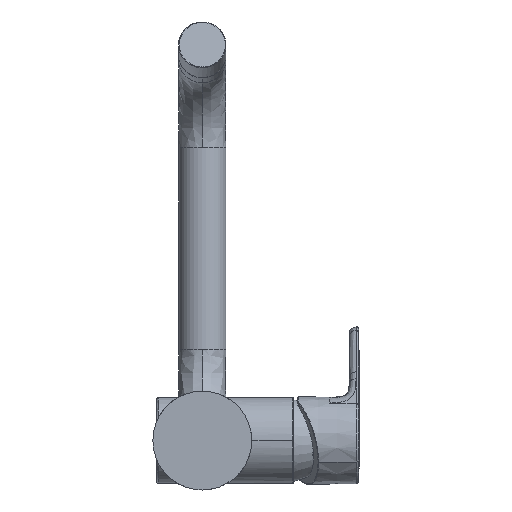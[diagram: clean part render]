
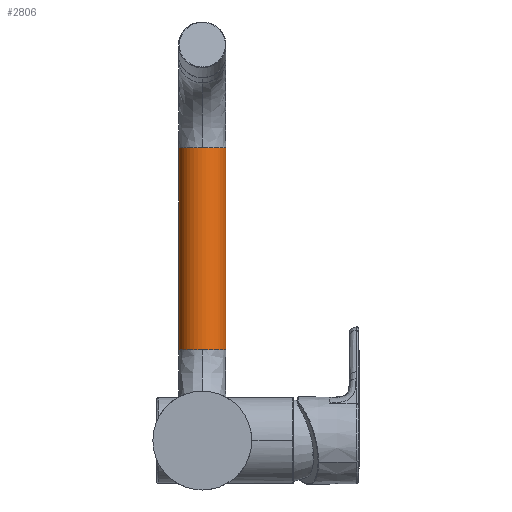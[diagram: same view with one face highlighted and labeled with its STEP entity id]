
A CAD part, front view. The second image highlights one B-rep face of the part: STEP entity #2806.
In plain terms, the highlighted cylindrical face has radius 12 mm (diameter 24 mm), a partial arc.
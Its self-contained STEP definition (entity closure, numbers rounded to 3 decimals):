
#399 = CARTESIAN_POINT ( 'NONE',  ( 0., 298.08, 46.04 ) ) ;
#443 = DIRECTION ( 'NONE',  ( 0., 0., 1. ) ) ;
#446 = VERTEX_POINT ( 'NONE', #13862 ) ;
#552 = VERTEX_POINT ( 'NONE', #4690 ) ;
#724 = DIRECTION ( 'NONE',  ( 1., 0., 0. ) ) ;
#1461 = DIRECTION ( 'NONE',  ( 0., 1., 0. ) ) ;
#2734 = ORIENTED_EDGE ( 'NONE', *, *, #7126, .F. ) ;
#2768 = DIRECTION ( 'NONE',  ( 0., 0., -1. ) ) ;
#2806 = ADVANCED_FACE ( 'NONE', ( #8686 ), #11727, .T. ) ;
#2864 = CARTESIAN_POINT ( 'NONE',  ( -12., 298.08, 46.04 ) ) ;
#2873 = ORIENTED_EDGE ( 'NONE', *, *, #3277, .T. ) ;
#3009 = EDGE_CURVE ( 'NONE', #12385, #4499, #5240, .T. ) ;
#3105 = DIRECTION ( 'NONE',  ( 0., 0., -1. ) ) ;
#3277 = EDGE_CURVE ( 'NONE', #446, #13131, #3283, .T. ) ;
#3283 = CIRCLE ( 'NONE', #9539, 12. ) ;
#3920 = VECTOR ( 'NONE', #10745, 1000. ) ;
#3958 = CARTESIAN_POINT ( 'NONE',  ( 0., 298.08, 46.04 ) ) ;
#4499 = VERTEX_POINT ( 'NONE', #2864 ) ;
#4690 = CARTESIAN_POINT ( 'NONE',  ( 12., 298.08, 148.2 ) ) ;
#5153 = EDGE_CURVE ( 'NONE', #9387, #552, #5754, .T. ) ;
#5240 = CIRCLE ( 'NONE', #13391, 12. ) ;
#5754 = LINE ( 'NONE', #11801, #3920 ) ;
#6255 = DIRECTION ( 'NONE',  ( 0., 1., 0. ) ) ;
#6403 = DIRECTION ( 'NONE',  ( 0., 0., -1. ) ) ;
#6850 = ORIENTED_EDGE ( 'NONE', *, *, #6940, .F. ) ;
#6940 = EDGE_CURVE ( 'NONE', #4499, #13131, #7906, .T. ) ;
#6979 = EDGE_CURVE ( 'NONE', #552, #446, #13829, .T. ) ;
#7126 = EDGE_CURVE ( 'NONE', #9387, #12385, #13647, .T. ) ;
#7329 = AXIS2_PLACEMENT_3D ( 'NONE', #11096, #3105, #724 ) ;
#7407 = ORIENTED_EDGE ( 'NONE', *, *, #5153, .T. ) ;
#7906 = LINE ( 'NONE', #8786, #13285 ) ;
#8375 = AXIS2_PLACEMENT_3D ( 'NONE', #3958, #6403, #6255 ) ;
#8686 = FACE_OUTER_BOUND ( 'NONE', #9961, .T. ) ;
#8786 = CARTESIAN_POINT ( 'NONE',  ( -12., 298.08, 46.04 ) ) ;
#9387 = VERTEX_POINT ( 'NONE', #12627 ) ;
#9539 = AXIS2_PLACEMENT_3D ( 'NONE', #14211, #2768, #9588 ) ;
#9588 = DIRECTION ( 'NONE',  ( 1., 0., 0. ) ) ;
#9961 = EDGE_LOOP ( 'NONE', ( #6850, #13375, #2734, #7407, #10549, #2873 ) ) ;
#10154 = DIRECTION ( 'NONE',  ( 1., 0., 0. ) ) ;
#10549 = ORIENTED_EDGE ( 'NONE', *, *, #6979, .T. ) ;
#10745 = DIRECTION ( 'NONE',  ( 0., 0., 1. ) ) ;
#11081 = AXIS2_PLACEMENT_3D ( 'NONE', #399, #443, #10154 ) ;
#11096 = CARTESIAN_POINT ( 'NONE',  ( 0., 298.08, 148.2 ) ) ;
#11727 = CYLINDRICAL_SURFACE ( 'NONE', #11081, 12. ) ;
#11801 = CARTESIAN_POINT ( 'NONE',  ( 12., 298.08, 46.04 ) ) ;
#12335 = DIRECTION ( 'NONE',  ( 0., 0., 1. ) ) ;
#12385 = VERTEX_POINT ( 'NONE', #14071 ) ;
#12627 = CARTESIAN_POINT ( 'NONE',  ( 12., 298.08, 46.04 ) ) ;
#13131 = VERTEX_POINT ( 'NONE', #13825 ) ;
#13285 = VECTOR ( 'NONE', #12335, 1000. ) ;
#13375 = ORIENTED_EDGE ( 'NONE', *, *, #3009, .F. ) ;
#13391 = AXIS2_PLACEMENT_3D ( 'NONE', #14147, #14012, #1461 ) ;
#13647 = CIRCLE ( 'NONE', #8375, 12. ) ;
#13825 = CARTESIAN_POINT ( 'NONE',  ( -12., 298.08, 148.2 ) ) ;
#13829 = CIRCLE ( 'NONE', #7329, 12. ) ;
#13862 = CARTESIAN_POINT ( 'NONE',  ( 0., 286.08, 148.2 ) ) ;
#14012 = DIRECTION ( 'NONE',  ( 0., 0., -1. ) ) ;
#14071 = CARTESIAN_POINT ( 'NONE',  ( 0., 286.08, 46.04 ) ) ;
#14147 = CARTESIAN_POINT ( 'NONE',  ( 0., 298.08, 46.04 ) ) ;
#14211 = CARTESIAN_POINT ( 'NONE',  ( 0., 298.08, 148.2 ) ) ;
